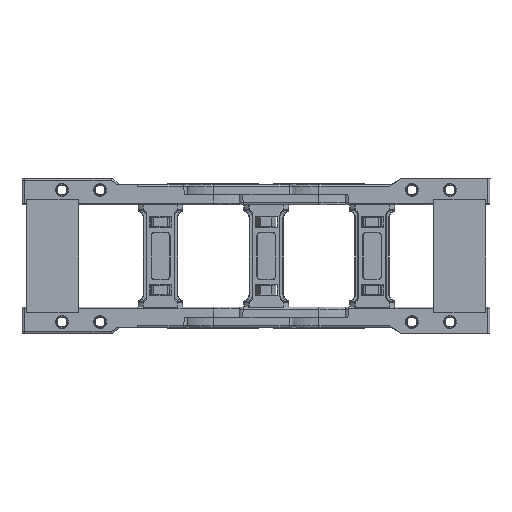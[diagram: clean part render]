
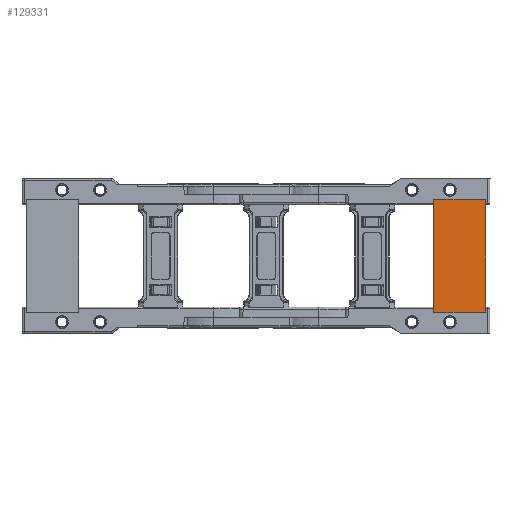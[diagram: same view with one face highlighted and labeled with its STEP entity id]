
A CAD part, front view. The second image highlights one B-rep face of the part: STEP entity #129331.
In plain terms, the highlighted planar face has unit normal (0, -1, 0).
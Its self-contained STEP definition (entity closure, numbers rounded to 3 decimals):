
#38 = DIRECTION ( 'NONE',  ( 0., 0., 1. ) ) ;
#8301 = CARTESIAN_POINT ( 'NONE',  ( 59.985, 143.024, 61.997 ) ) ;
#8716 = DIRECTION ( 'NONE',  ( 0., 0., 1. ) ) ;
#16450 = CARTESIAN_POINT ( 'NONE',  ( 29.748, 143.024, -4.503 ) ) ;
#24077 = PLANE ( 'NONE',  #104942 ) ;
#24687 = EDGE_CURVE ( 'NONE', #43707, #48999, #55977, .T. ) ;
#28586 = VERTEX_POINT ( 'NONE', #8301 ) ;
#36123 = DIRECTION ( 'NONE',  ( 1., 0., 0. ) ) ;
#43707 = VERTEX_POINT ( 'NONE', #128978 ) ;
#47945 = ORIENTED_EDGE ( 'NONE', *, *, #95569, .F. ) ;
#48029 = ORIENTED_EDGE ( 'NONE', *, *, #62260, .F. ) ;
#48786 = LINE ( 'NONE', #101155, #59994 ) ;
#48999 = VERTEX_POINT ( 'NONE', #153101 ) ;
#55977 = LINE ( 'NONE', #16450, #115582 ) ;
#59009 = CARTESIAN_POINT ( 'NONE',  ( 29.748, 143.024, -4.503 ) ) ;
#59994 = VECTOR ( 'NONE', #137091, 1000. ) ;
#60687 = EDGE_LOOP ( 'NONE', ( #150005, #47945, #48029, #153324 ) ) ;
#60992 = LINE ( 'NONE', #142947, #137308 ) ;
#62260 = EDGE_CURVE ( 'NONE', #43707, #145568, #60992, .T. ) ;
#68685 = CARTESIAN_POINT ( 'NONE',  ( 29.748, 143.024, 61.997 ) ) ;
#80682 = CARTESIAN_POINT ( 'NONE',  ( 59.985, 143.024, -4.503 ) ) ;
#87137 = FACE_OUTER_BOUND ( 'NONE', #60687, .T. ) ;
#94028 = VECTOR ( 'NONE', #8716, 1000. ) ;
#95569 = EDGE_CURVE ( 'NONE', #145568, #28586, #48786, .T. ) ;
#101155 = CARTESIAN_POINT ( 'NONE',  ( 29.748, 143.024, 61.997 ) ) ;
#104942 = AXIS2_PLACEMENT_3D ( 'NONE', #59009, #107419, #36123 ) ;
#107419 = DIRECTION ( 'NONE',  ( 0., -1., 0. ) ) ;
#115582 = VECTOR ( 'NONE', #122279, 1000. ) ;
#122279 = DIRECTION ( 'NONE',  ( 1., 0., 0. ) ) ;
#128978 = CARTESIAN_POINT ( 'NONE',  ( 29.748, 143.024, -4.503 ) ) ;
#129331 = ADVANCED_FACE ( 'NONE', ( #87137 ), #24077, .T. ) ;
#137091 = DIRECTION ( 'NONE',  ( 1., 0., 0. ) ) ;
#137308 = VECTOR ( 'NONE', #38, 1000. ) ;
#139391 = EDGE_CURVE ( 'NONE', #48999, #28586, #140628, .T. ) ;
#140628 = LINE ( 'NONE', #80682, #94028 ) ;
#142947 = CARTESIAN_POINT ( 'NONE',  ( 29.748, 143.024, -4.503 ) ) ;
#145568 = VERTEX_POINT ( 'NONE', #68685 ) ;
#150005 = ORIENTED_EDGE ( 'NONE', *, *, #139391, .T. ) ;
#153101 = CARTESIAN_POINT ( 'NONE',  ( 59.985, 143.024, -4.503 ) ) ;
#153324 = ORIENTED_EDGE ( 'NONE', *, *, #24687, .T. ) ;
